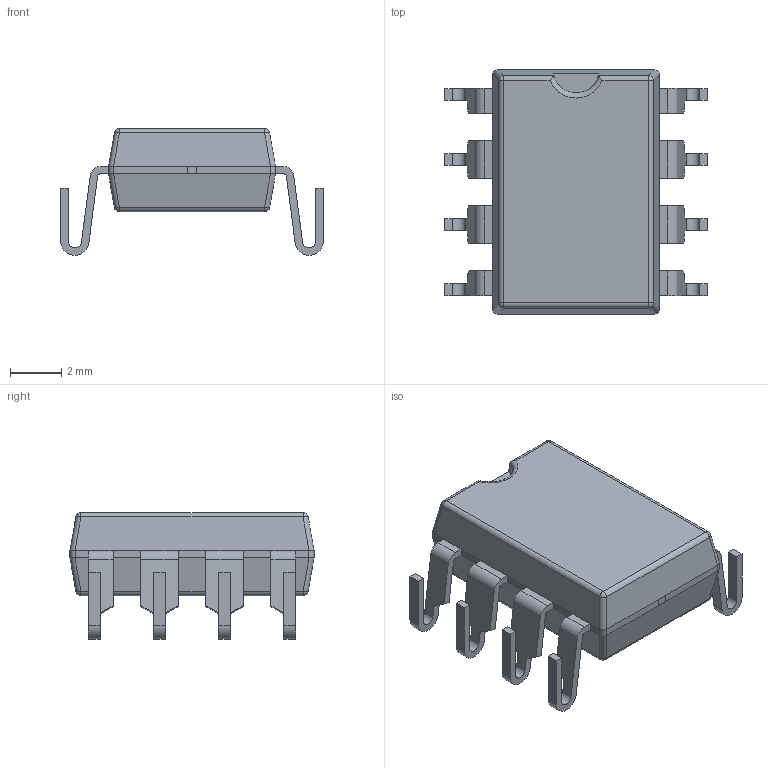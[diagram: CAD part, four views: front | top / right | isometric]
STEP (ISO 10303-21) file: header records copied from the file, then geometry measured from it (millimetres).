
FILE_DESCRIPTION((''),'2;1');
FILE_NAME('DTL0008A_ASM','2015-11-16T',('a0412025'),(''),'PRO/ENGINEER BY PARAMETRIC TECHNOLOGY CORPORATION, 2011490','PRO/ENGINEER BY PARAMETRIC TECHNOLOGY CORPORATION, 2011490','');
FILE_SCHEMA(('AUTOMOTIVE_DESIGN_CC2 { 1 2 10303 214 -1 1 5 2 }'));
Length unit declared in the file: millimetre
Products named in the file (10): BODY-SO_AF0; LEAD-SO_AF0; LEAD-SO; LEAD-SO_AF2; LEAD-SO_AF1; LEAD-SO_AF3; PIN1-ID; PHOTODIODE; FRAME-DTL0008A; DTL0008A_ASM
Assembly tree (12 placements, depth 2):
  DTL0008A_ASM
    BODY-SO_AF0
    LEAD-SO_AF0
    LEAD-SO  x4
    LEAD-SO_AF2
    LEAD-SO_AF1
    LEAD-SO_AF3
    PIN1-ID
    PHOTODIODE
    FRAME-DTL0008A
Bounding box: 10.24 x 9.53 x 4.94 mm (x, y, z)
Volume: 212.5 mm3; surface area: 438 mm2
Topology: 19 solids, 19 shells, 338 faces, 860 edges, 560 vertices
Faces by surface type: plane 275, cylinder 54, sphere 8, torus 1
Entity records: 11220 total; most frequent: CARTESIAN_POINT 1932, ORIENTED_EDGE 1432, DIRECTION 1357, PRESENTATION_STYLE_ASSIGNMENT 719, STYLED_ITEM 719, EDGE_CURVE 716, CURVE_STYLE 704, VECTOR 611
